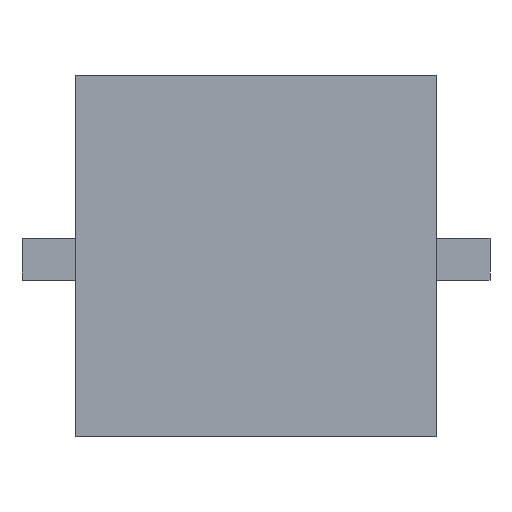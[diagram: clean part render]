
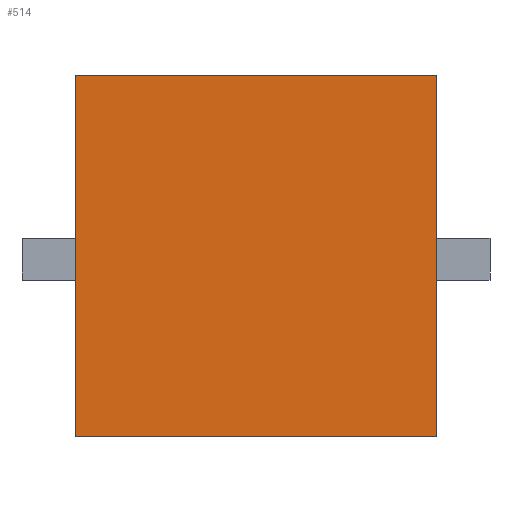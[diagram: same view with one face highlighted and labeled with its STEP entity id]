
A CAD part, top view. The second image highlights one B-rep face of the part: STEP entity #514.
In plain terms, the highlighted planar face has unit normal (0, 0, 1).
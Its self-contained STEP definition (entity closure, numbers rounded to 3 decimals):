
#298 = EDGE_CURVE('',#299,#301,#303,.T.);
#299 = VERTEX_POINT('',#300);
#300 = CARTESIAN_POINT('',(14.109,-6.546,
    2.527));
#301 = VERTEX_POINT('',#302);
#302 = CARTESIAN_POINT('',(14.109,6.454,2.527
    ));
#303 = LINE('',#304,#305);
#304 = CARTESIAN_POINT('',(14.109,-6.546,
    2.527));
#305 = VECTOR('',#306,1.);
#306 = DIRECTION('',(0.,1.,0.));
#333 = EDGE_CURVE('',#334,#336,#338,.T.);
#334 = VERTEX_POINT('',#335);
#335 = CARTESIAN_POINT('',(1.109,-6.546,2.527
    ));
#336 = VERTEX_POINT('',#337);
#337 = CARTESIAN_POINT('',(1.109,6.454,2.527)
  );
#338 = LINE('',#339,#340);
#339 = CARTESIAN_POINT('',(1.109,-6.546,2.527
    ));
#340 = VECTOR('',#341,1.);
#341 = DIRECTION('',(0.,1.,0.));
#486 = EDGE_CURVE('',#336,#301,#487,.T.);
#487 = LINE('',#488,#489);
#488 = CARTESIAN_POINT('',(1.109,6.454,2.527)
  );
#489 = VECTOR('',#490,1.);
#490 = DIRECTION('',(1.,0.,0.));
#503 = EDGE_CURVE('',#334,#299,#504,.T.);
#504 = LINE('',#505,#506);
#505 = CARTESIAN_POINT('',(1.109,-6.546,2.527
    ));
#506 = VECTOR('',#507,1.);
#507 = DIRECTION('',(1.,0.,0.));
#514 = ADVANCED_FACE('',(#515),#521,.T.);
#515 = FACE_BOUND('',#516,.T.);
#516 = EDGE_LOOP('',(#517,#518,#519,#520));
#517 = ORIENTED_EDGE('',*,*,#333,.F.);
#518 = ORIENTED_EDGE('',*,*,#503,.T.);
#519 = ORIENTED_EDGE('',*,*,#298,.T.);
#520 = ORIENTED_EDGE('',*,*,#486,.F.);
#521 = PLANE('',#522);
#522 = AXIS2_PLACEMENT_3D('',#523,#524,#525);
#523 = CARTESIAN_POINT('',(1.109,-6.546,2.527
    ));
#524 = DIRECTION('',(0.,0.,1.));
#525 = DIRECTION('',(1.,0.,0.));
